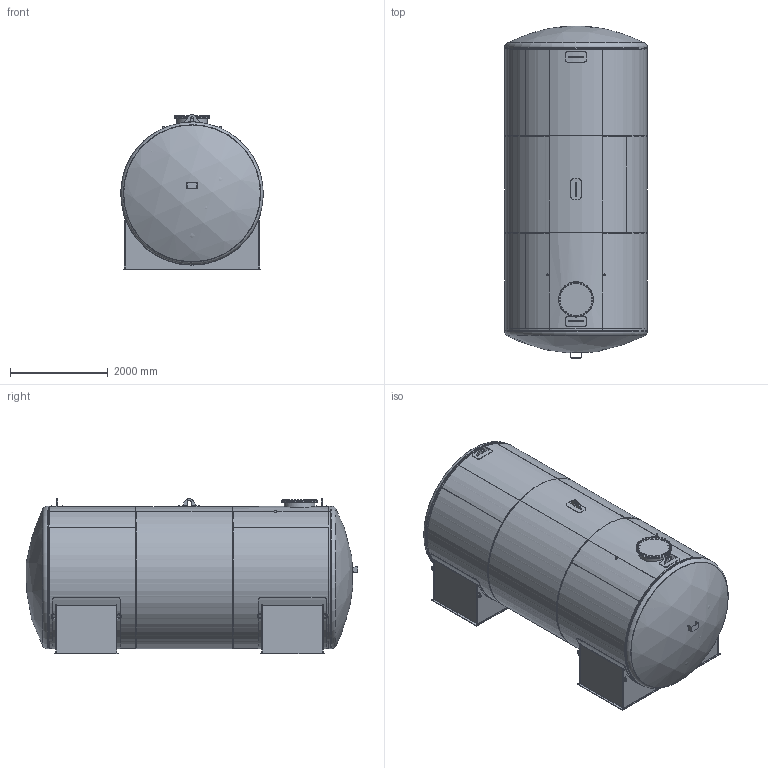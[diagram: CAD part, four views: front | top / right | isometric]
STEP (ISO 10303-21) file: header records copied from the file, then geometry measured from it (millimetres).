
FILE_DESCRIPTION(/* description */ (''),/* implementation_level */ '2;1');
FILE_NAME(/* name */ 'dh3c_cad-101262_202208.stp',/* time_stamp */ '2022-09-05T16:12:40+02:00',/* author */ ('mh'),/* organization */ (''),/* preprocessor_version */ 'ST-DEVELOPER v18.1',/* originating_system */ 'Autodesk Inventor 2022',/* authorisation */ '');
FILE_SCHEMA (('AUTOMOTIVE_DESIGN { 1 0 10303 214 3 1 1 }'));
Length unit declared in the file: millimetre
Products named in the file (1): Bauteil12
Bounding box: 2910 x 6776.1 x 3165.17 mm (x, y, z)
Surface area: 315339740.2 mm2 (no closed solid volume)
Topology: 0 solids, 139 shells, 1564 faces, 3349 edges, 2132 vertices
Faces by surface type: plane 874, cone 352, cylinder 306, bspline 16, sphere 8, torus 8
Full cylindrical faces by diameter (mm): 13.835 x32, 16 x32, 17 x32, 18 x64, 22.49 x32, 30 x32, 30.291 x2, 39.5 x2, 570 x1, 580 x1, 600 x1, 630 x1, 660 x1, 720 x2, 2882 x5, 2900 x7, 2910 x2
Entity records: 44499 total; most frequent: CARTESIAN_POINT 10146, ORIENTED_EDGE 6698, DIRECTION 6659, EDGE_CURVE 3349, AXIS2_PLACEMENT_3D 2579, VERTEX_POINT 2132, EDGE_LOOP 1903, FACE_OUTER_BOUND 1564
